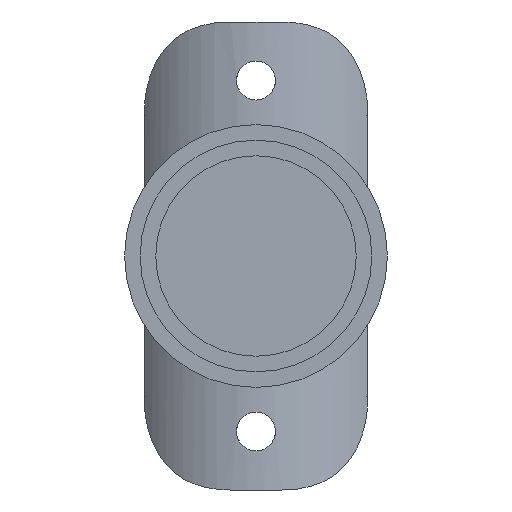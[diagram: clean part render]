
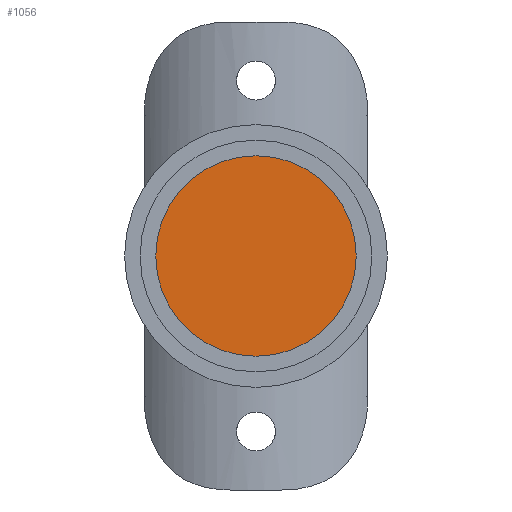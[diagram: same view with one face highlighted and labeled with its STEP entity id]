
A CAD part, front view. The second image highlights one B-rep face of the part: STEP entity #1056.
In plain terms, the highlighted planar face has unit normal (0, -1, 0).
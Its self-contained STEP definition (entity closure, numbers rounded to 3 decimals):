
#218 = FACE_OUTER_BOUND ( 'NONE', #1631, .T. ) ;
#261 = EDGE_CURVE ( 'NONE', #421, #327, #502, .T. ) ;
#288 = AXIS2_PLACEMENT_3D ( 'NONE', #1176, #2071, #743 ) ;
#327 = VERTEX_POINT ( 'NONE', #1339 ) ;
#421 = VERTEX_POINT ( 'NONE', #1721 ) ;
#493 = CARTESIAN_POINT ( 'NONE',  ( 0., 0., 0. ) ) ;
#502 = CIRCLE ( 'NONE', #671, 12.85 ) ;
#543 = ORIENTED_EDGE ( 'NONE', *, *, #659, .F. ) ;
#659 = EDGE_CURVE ( 'NONE', #327, #421, #1947, .T. ) ;
#671 = AXIS2_PLACEMENT_3D ( 'NONE', #3144, #2156, #1052 ) ;
#743 = DIRECTION ( 'NONE',  ( 0., 0., 1. ) ) ;
#1052 = DIRECTION ( 'NONE',  ( 0., 0., 1. ) ) ;
#1056 = ADVANCED_FACE ( 'NONE', ( #218 ), #2326, .T. ) ;
#1176 = CARTESIAN_POINT ( 'NONE',  ( 0., 0., 0. ) ) ;
#1339 = CARTESIAN_POINT ( 'NONE',  ( 0., 0., -12.85 ) ) ;
#1416 = ORIENTED_EDGE ( 'NONE', *, *, #261, .F. ) ;
#1631 = EDGE_LOOP ( 'NONE', ( #1416, #543 ) ) ;
#1721 = CARTESIAN_POINT ( 'NONE',  ( 0., 0., 12.85 ) ) ;
#1947 = CIRCLE ( 'NONE', #288, 12.85 ) ;
#2071 = DIRECTION ( 'NONE',  ( 0., 1., 0. ) ) ;
#2093 = AXIS2_PLACEMENT_3D ( 'NONE', #493, #3391, #3090 ) ;
#2156 = DIRECTION ( 'NONE',  ( 0., 1., 0. ) ) ;
#2326 = PLANE ( 'NONE',  #2093 ) ;
#3090 = DIRECTION ( 'NONE',  ( 0., 0., -1. ) ) ;
#3144 = CARTESIAN_POINT ( 'NONE',  ( 0., 0., 0. ) ) ;
#3391 = DIRECTION ( 'NONE',  ( 0., -1., 0. ) ) ;
